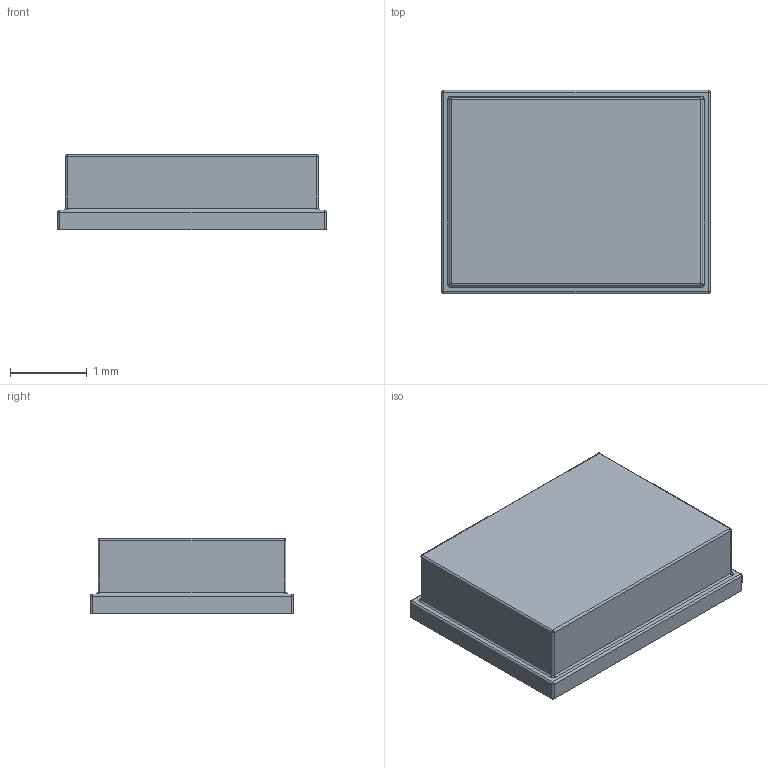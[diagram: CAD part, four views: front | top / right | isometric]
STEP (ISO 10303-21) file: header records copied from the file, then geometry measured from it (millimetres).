
FILE_DESCRIPTION (( 'STEP AP214' ), '1' );
FILE_NAME ('MMICT5838-00-012.STEP', '2023-04-24T09:00:05', ( '' ), ( '' ), 'SwSTEP 2.0', 'SolidWorks 2022', '' );
FILE_SCHEMA (( 'AUTOMOTIVE_DESIGN' ));
Length unit declared in the file: millimetre
Products named in the file (1): MMICT5838-00-012
Bounding box: 3.5 x 2.65 x 0.98 mm (x, y, z)
Volume: 8.2 mm3; surface area: 46.8 mm2
Topology: 9 solids, 9 shells, 128 faces, 276 edges, 168 vertices
Faces by surface type: plane 84, cylinder 32, sphere 8, torus 4
Entity records: 4464 total; most frequent: DIRECTION 594, CARTESIAN_POINT 565, ORIENTED_EDGE 536, EDGE_CURVE 268, LINE 200, VECTOR 200, AXIS2_PLACEMENT_3D 197, VERTEX_POINT 168
